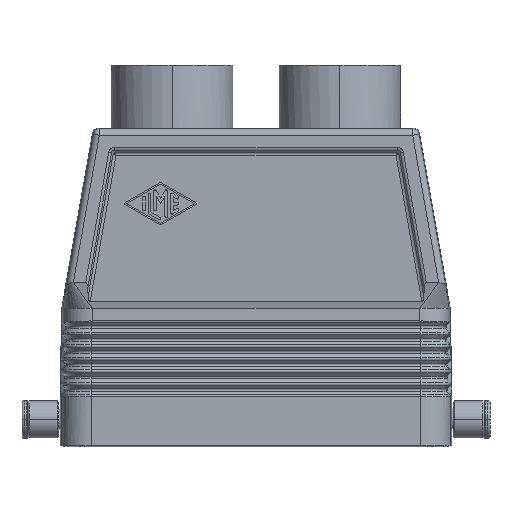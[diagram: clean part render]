
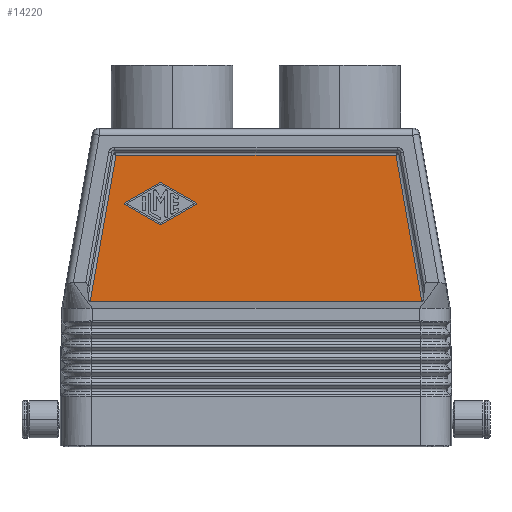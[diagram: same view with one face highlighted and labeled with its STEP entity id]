
A CAD part, left-side view. The second image highlights one B-rep face of the part: STEP entity #14220.
In plain terms, the highlighted planar face has unit normal (-1, 0, 0).
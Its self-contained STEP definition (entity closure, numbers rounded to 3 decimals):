
#13130=CARTESIAN_POINT('',(374.083,-12.317,
48.893));
#13140=DIRECTION('',(1.,0.,0.));
#13150=DIRECTION('',(0.,1.,0.));
#13160=AXIS2_PLACEMENT_3D('',#13130,#13140,#13150);
#13170=PLANE('',#13160);
#13180=CARTESIAN_POINT('',(374.083,31.407,
58.233));
#13190=DIRECTION('',(-1.,0.,0.));
#13200=DIRECTION('',(0.,-1.,0.));
#13210=AXIS2_PLACEMENT_3D('',#13180,#13190,#13200);
#13220=CIRCLE('',#13210,0.167);
#13230=CARTESIAN_POINT('',(374.083,31.324,
58.088));
#13240=VERTEX_POINT('',#13230);
#13250=CARTESIAN_POINT('',(374.083,31.324,
58.377));
#13260=VERTEX_POINT('',#13250);
#13270=EDGE_CURVE('',#13240,#13260,#13220,.T.);
#13280=ORIENTED_EDGE('',*,*,#13270,.F.);
#13290=CARTESIAN_POINT('',(374.083,44.373,
65.836));
#13300=DIRECTION('',(0.,-0.868,-0.496));
#13310=VECTOR('',#13300,1.);
#13320=LINE('',#13290,#13310);
#13330=CARTESIAN_POINT('',(374.083,39.741,
63.188));
#13340=VERTEX_POINT('',#13330);
#13350=EDGE_CURVE('',#13340,#13260,#13320,.T.);
#13360=ORIENTED_EDGE('',*,*,#13350,.T.);
#13370=CARTESIAN_POINT('',(374.083,39.906,
62.899));
#13380=DIRECTION('',(-1.,0.,0.));
#13390=DIRECTION('',(0.,-1.,0.));
#13400=AXIS2_PLACEMENT_3D('',#13370,#13380,#13390);
#13410=CIRCLE('',#13400,0.333);
#13420=CARTESIAN_POINT('',(374.083,40.072,
63.188));
#13430=VERTEX_POINT('',#13420);
#13440=EDGE_CURVE('',#13340,#13430,#13410,.T.);
#13450=ORIENTED_EDGE('',*,*,#13440,.F.);
#13460=CARTESIAN_POINT('',(374.083,44.373,
60.73));
#13470=DIRECTION('',(0.,-0.868,0.496));
#13480=VECTOR('',#13470,1.);
#13490=LINE('',#13460,#13480);
#13500=CARTESIAN_POINT('',(374.083,48.488,
58.377));
#13510=VERTEX_POINT('',#13500);
#13520=EDGE_CURVE('',#13510,#13430,#13490,.T.);
#13530=ORIENTED_EDGE('',*,*,#13520,.T.);
#13540=CARTESIAN_POINT('',(374.083,48.405,
58.233));
#13550=DIRECTION('',(-1.,0.,0.));
#13560=DIRECTION('',(0.,-1.,0.));
#13570=AXIS2_PLACEMENT_3D('',#13540,#13550,#13560);
#13580=CIRCLE('',#13570,0.167);
#13590=CARTESIAN_POINT('',(374.083,48.488,
58.088));
#13600=VERTEX_POINT('',#13590);
#13610=EDGE_CURVE('',#13510,#13600,#13580,.T.);
#13620=ORIENTED_EDGE('',*,*,#13610,.F.);
#13630=CARTESIAN_POINT('',(374.083,44.373,
55.735));
#13640=DIRECTION('',(0.,0.868,0.496));
#13650=VECTOR('',#13640,1.);
#13660=LINE('',#13630,#13650);
#13670=CARTESIAN_POINT('',(374.083,40.072,
53.277));
#13680=VERTEX_POINT('',#13670);
#13690=EDGE_CURVE('',#13680,#13600,#13660,.T.);
#13700=ORIENTED_EDGE('',*,*,#13690,.T.);
#13710=CARTESIAN_POINT('',(374.083,39.906,
53.566));
#13720=DIRECTION('',(-1.,0.,0.));
#13730=DIRECTION('',(0.,-1.,0.));
#13740=AXIS2_PLACEMENT_3D('',#13710,#13720,#13730);
#13750=CIRCLE('',#13740,0.333);
#13760=CARTESIAN_POINT('',(374.083,39.741,
53.277));
#13770=VERTEX_POINT('',#13760);
#13780=EDGE_CURVE('',#13680,#13770,#13750,.T.);
#13790=ORIENTED_EDGE('',*,*,#13780,.F.);
#13800=CARTESIAN_POINT('',(374.083,44.373,
50.63));
#13810=DIRECTION('',(0.,0.868,-0.496));
#13820=VECTOR('',#13810,1.);
#13830=LINE('',#13800,#13820);
#13840=EDGE_CURVE('',#13240,#13770,#13830,.T.);
#13850=ORIENTED_EDGE('',*,*,#13840,.T.);
#13860=EDGE_LOOP('',(#13850,#13790,#13700,#13620,#13530,#13450,#13360,
#13280));
#13870=FACE_BOUND('',#13860,.T.);
#13880=CARTESIAN_POINT('',(374.083,-26.411,
12.233));
#13890=DIRECTION('',(0.,-0.174,-0.985));
#13900=VECTOR('',#13890,1.);
#13910=LINE('',#13880,#13900);
#13920=CARTESIAN_POINT('',(374.083,-16.265,
69.818));
#13930=VERTEX_POINT('',#13920);
#13940=CARTESIAN_POINT('',(374.083,-22.423,
34.87));
#13950=VERTEX_POINT('',#13940);
#13960=EDGE_CURVE('',#13930,#13950,#13910,.T.);
#13970=ORIENTED_EDGE('',*,*,#13960,.F.);
#13980=CARTESIAN_POINT('',(374.083,44.373,
34.87));
#13990=DIRECTION('',(-0.,1.,0.));
#14000=VECTOR('',#13990,1.);
#14010=LINE('',#13980,#14000);
#14020=CARTESIAN_POINT('',(374.083,56.735,
34.87));
#14030=VERTEX_POINT('',#14020);
#14040=EDGE_CURVE('',#13950,#14030,#14010,.T.);
#14050=ORIENTED_EDGE('',*,*,#14040,.F.);
#14060=CARTESIAN_POINT('',(374.083,60.723,
12.233));
#14070=DIRECTION('',(0.,0.174,-0.985));
#14080=VECTOR('',#14070,1.);
#14090=LINE('',#14060,#14080);
#14100=CARTESIAN_POINT('',(374.083,50.578,
69.818));
#14110=VERTEX_POINT('',#14100);
#14120=EDGE_CURVE('',#14110,#14030,#14090,.T.);
#14130=ORIENTED_EDGE('',*,*,#14120,.T.);
#14140=CARTESIAN_POINT('',(374.083,44.373,
69.818));
#14150=DIRECTION('',(0.,1.,0.));
#14160=VECTOR('',#14150,1.);
#14170=LINE('',#14140,#14160);
#14180=EDGE_CURVE('',#13930,#14110,#14170,.T.);
#14190=ORIENTED_EDGE('',*,*,#14180,.T.);
#14200=EDGE_LOOP('',(#14190,#14130,#14050,#13970));
#14210=FACE_OUTER_BOUND('',#14200,.T.);
#14220=ADVANCED_FACE('',(#13870,#14210),#13170,.F.);
